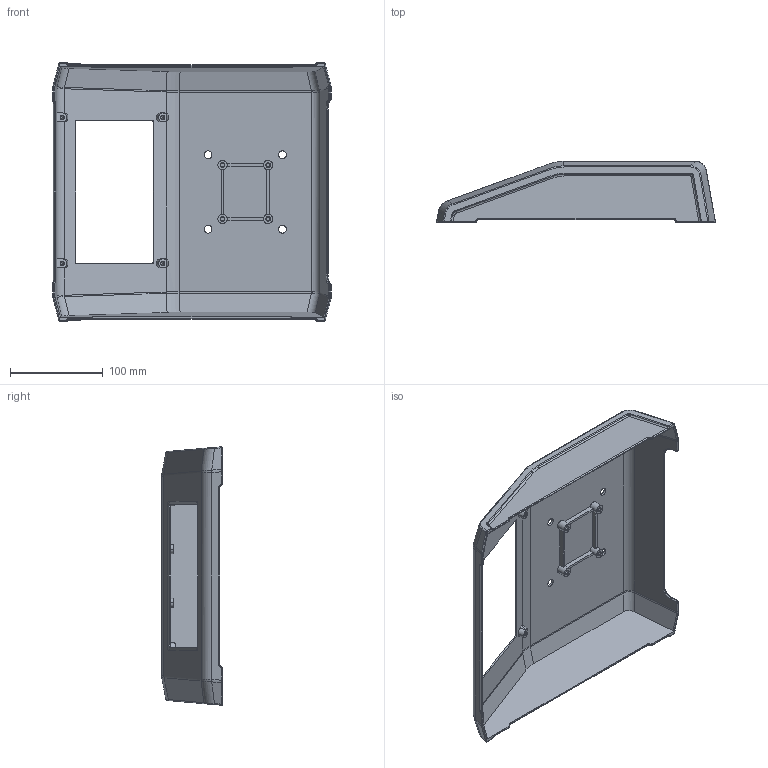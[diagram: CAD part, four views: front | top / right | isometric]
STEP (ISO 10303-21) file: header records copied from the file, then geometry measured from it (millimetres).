
FILE_DESCRIPTION (( 'STEP AP214' ), '1' );
FILE_NAME ('display body.STEP', '2023-08-06T20:11:01', ( '' ), ( '' ), 'SwSTEP 2.0', 'SolidWorks 2021', '' );
FILE_SCHEMA (( 'AUTOMOTIVE_DESIGN' ));
Length unit declared in the file: millimetre
Products named in the file (1): display body
Bounding box: 299.62 x 65.47 x 277.97 mm (x, y, z)
Volume: 284585.6 mm3; surface area: 222011 mm2
Topology: 1 solids, 1 shells, 384 faces, 947 edges, 582 vertices
Faces by surface type: cylinder 188, bspline 97, plane 95, sphere 4
Entity records: 14001 total; most frequent: CARTESIAN_POINT 5731, ORIENTED_EDGE 1894, DIRECTION 1580, EDGE_CURVE 947, AXIS2_PLACEMENT_3D 597, VERTEX_POINT 582, EDGE_LOOP 411, LINE 386
